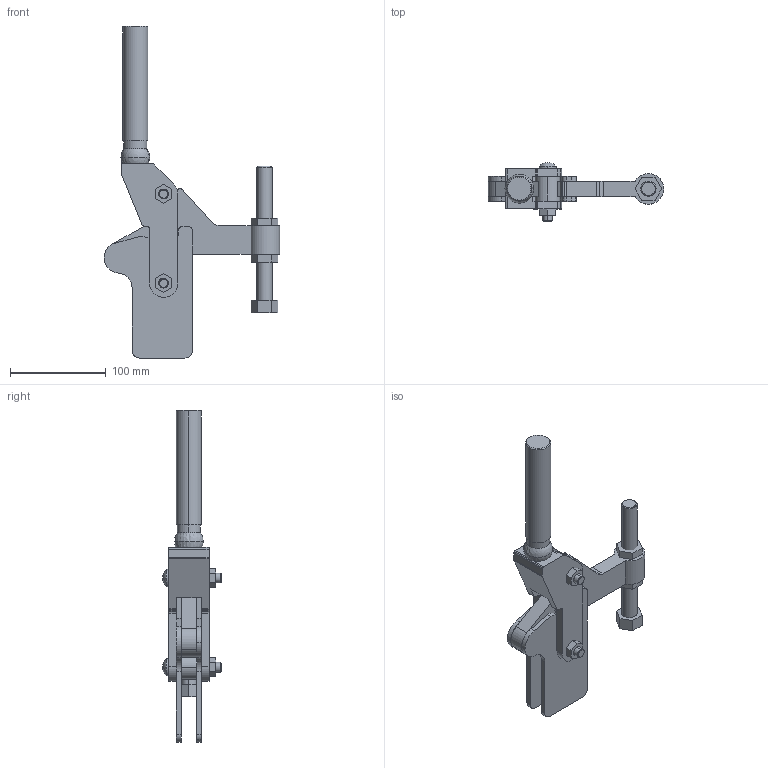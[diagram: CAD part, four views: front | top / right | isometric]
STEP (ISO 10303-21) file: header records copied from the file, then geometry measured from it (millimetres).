
FILE_DESCRIPTION((''),'2;1');
FILE_NAME('M30S.stp','2006-07-12T08:15:35',('Matthew'),(''),'Autodesk Inventor 8','Autodesk Inventor 8','');
FILE_SCHEMA(('AUTOMOTIVE_DESIGN { 1 0 10303 214 1 1 1 1 }'));
Length unit declared in the file: millimetre
Products named in the file (6): M30S; M30S1; M30S2; M30S3; M30S4; M30S5
Assembly tree (5 placements, depth 2):
  M30S
    M30S1
    M30S2
    M30S3
    M30S4
    M30S5
Bounding box: 183 x 61.5 x 346.25 mm (x, y, z)
Volume: 455276.3 mm3; surface area: 129209.4 mm2
Topology: 5 solids, 6 shells, 217 faces, 583 edges, 384 vertices
Faces by surface type: cylinder 107, plane 96, cone 8, sphere 6
Entity records: 7049 total; most frequent: DIRECTION 1279, CARTESIAN_POINT 1203, ORIENTED_EDGE 1156, EDGE_CURVE 578, AXIS2_PLACEMENT_3D 474, VERTEX_POINT 383, VECTOR 331, LINE 331
